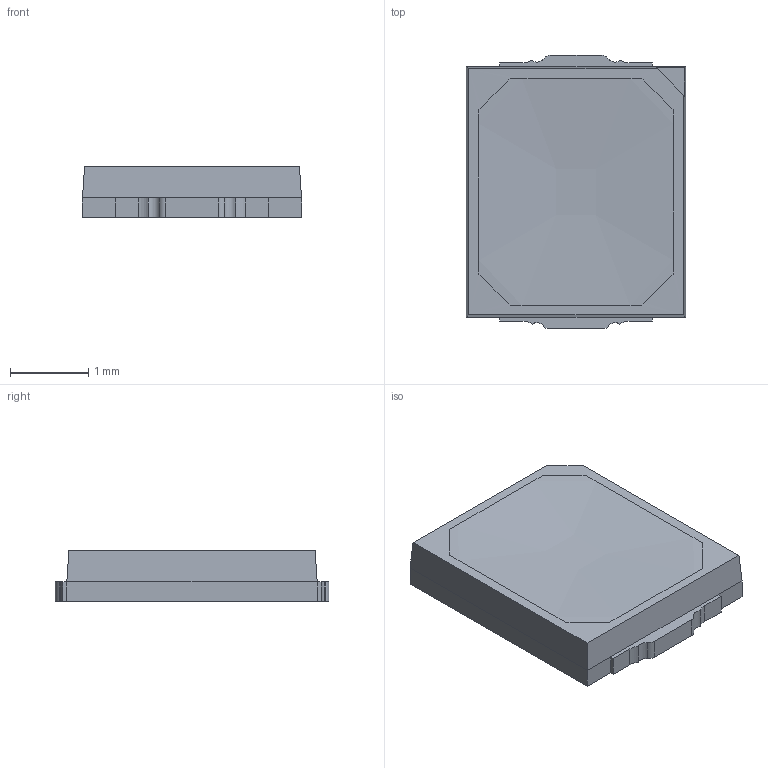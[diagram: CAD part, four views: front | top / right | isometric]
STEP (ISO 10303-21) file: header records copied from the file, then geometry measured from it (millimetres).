
FILE_DESCRIPTION (( 'STEP AP203' ), '1' );
FILE_NAME ('GW_JTLxS1_20180531_geometry.STEP', '2018-05-31T05:31:21', ( 'Information Technology' ), ( 'Osram OS' ), 'SwSTEP 2.0', 'SolidWorks 2015', '' );
FILE_SCHEMA (( 'CONFIG_CONTROL_DESIGN' ));
Length unit declared in the file: millimetre
Products named in the file (1): GW_JTLxS1_20180531_geometry
Bounding box: 2.8 x 3.5 x 0.65 mm (x, y, z)
Volume: 5.7 mm3; surface area: 26.2 mm2
Topology: 1 solids, 1 shells, 41 faces, 132 edges, 94 vertices
Faces by surface type: plane 28, cylinder 12, bspline 1
Entity records: 1723 total; most frequent: CARTESIAN_POINT 507, ORIENTED_EDGE 264, DIRECTION 206, EDGE_CURVE 132, VERTEX_POINT 94, LINE 76, VECTOR 76, AXIS2_PLACEMENT_3D 65
